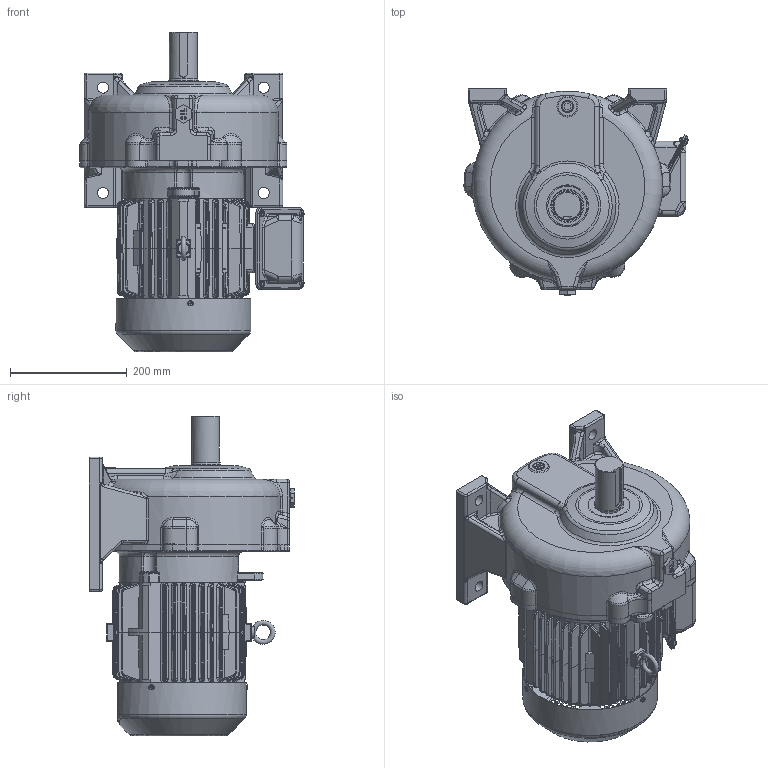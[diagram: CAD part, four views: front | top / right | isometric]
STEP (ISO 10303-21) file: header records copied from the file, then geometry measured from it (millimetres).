
FILE_DESCRIPTION(/* description */ ('Unknown'),/* implementation_level */ '2;1');
FILE_NAME(/* name */ 'EK2DO07148_FHB_3.7kW_R30_CUSTOMER',/* time_stamp */ '2019-06-24T10:40:55+09:00',/* author */ ('Unknown'),/* organization */ ('Unknown'),/* preprocessor_version */ 'ST-DEVELOPER v16.7',/* originating_system */ 'DEX',/* authorisation */ $);
FILE_SCHEMA (('AUTOMOTIVE_DESIGN {1 0 10303 214 3 1 1}'));
Products named in the file (22): EK2DO07148_FHB_3.7kW_R30_CUSTOMER; DKA0100308_DGKCS100_CASING_mbs_CUSTOMER; DKA0700321_DGKDS009; 4-2 FR.112M_Round Frame_CUSTOMER; 1-2 Round Frame+嬴檜; FR.112M_ROUND_DMA0300847; M10_嬴檜; 2-1 �ݺ��� �����+��켓+후드+볼트; DSMW10385_饶3; M5x8_饶靛; 3-1 FR.100~132 繹っ 欽; DSMW10140_欽濠4; DSMW10141_ī1; 陛蝶鰍_; ~FR.132 炼赋杭飘柬姼_旎る矂; DKA0800194_DGKCS099_CUSTOMER; Oil Seal(50x72x12); Oil Seal(50x72x12)胶橇; Socket Plug Conical Hole Thread R 1-2 DIN 906(Screw Plug Conical Hole
 Thread R 1-2 DIN 906); 1in BSP Tank Plug_5530
Assembly tree (26 placements, depth 4):
  EK2DO07148_FHB_3.7kW_R30_CUSTOMER
    DKA0100308_DGKCS100_CASING_mbs_CUSTOMER
    DKA0700321_DGKDS009
    4-2 FR.112M_Round Frame_CUSTOMER
      1-2 Round Frame+嬴檜
        FR.112M_ROUND_DMA0300847
        M10_嬴檜
      2-1 �ݺ��� �����+��켓+후드+볼트
        DSMW10385_饶3
        M5x8_饶靛  x3
      3-1 FR.100~132 繹っ 欽
        DSMW10140_欽濠4
        DSMW10141_ī1
        陛蝶鰍_
        ~FR.132 炼赋杭飘柬姼_旎る矂  x4
        陛蝶鰍_
    DKA0800194_DGKCS099_CUSTOMER
    Oil Seal(50x72x12)
      Oil Seal(50x72x12)
      Oil Seal(50x72x12)胶橇
    Socket Plug Conical Hole Thread R 1-2 DIN 906(Screw Plug Conical Hole
 Thread R 1-2 DIN 906)
    1in BSP Tank Plug_5530
Bounding box: 383.42 x 352.5 x 547 mm (x, y, z)
Volume: 22287939.7 mm3; surface area: 1382765.9 mm2
Topology: 21 solids, 22 shells, 4013 faces, 10555 edges, 6576 vertices
Faces by surface type: cylinder 1476, plane 1372, bspline 868, torus 179, cone 92, sphere 26
Full cylindrical faces by diameter (mm): 1.5 x1, 2.6 x4, 4.917 x8, 5 x7, 6 x4, 6.647 x12, 7 x12, 7.7 x1, 8 x8, 8.376 x14, 9 x4, 10 x3, 10.5 x4, 12 x6, 15.806 x2, 18 x2, 19 x4, 20 x1, 22 x1, 26 x1, 40 x1, 42 x1, 48 x1, 50 x2, 54.8 x1, 55 x1, 68 x1, 72 x2, 198 x2, 270 x1
Entity records: 132954 total; most frequent: CARTESIAN_POINT 40607, ORIENTED_EDGE 19788, DIRECTION 18160, EDGE_CURVE 9894, AXIS2_PLACEMENT_3D 6790, VERTEX_POINT 6293, LINE 4580, VECTOR 4580
